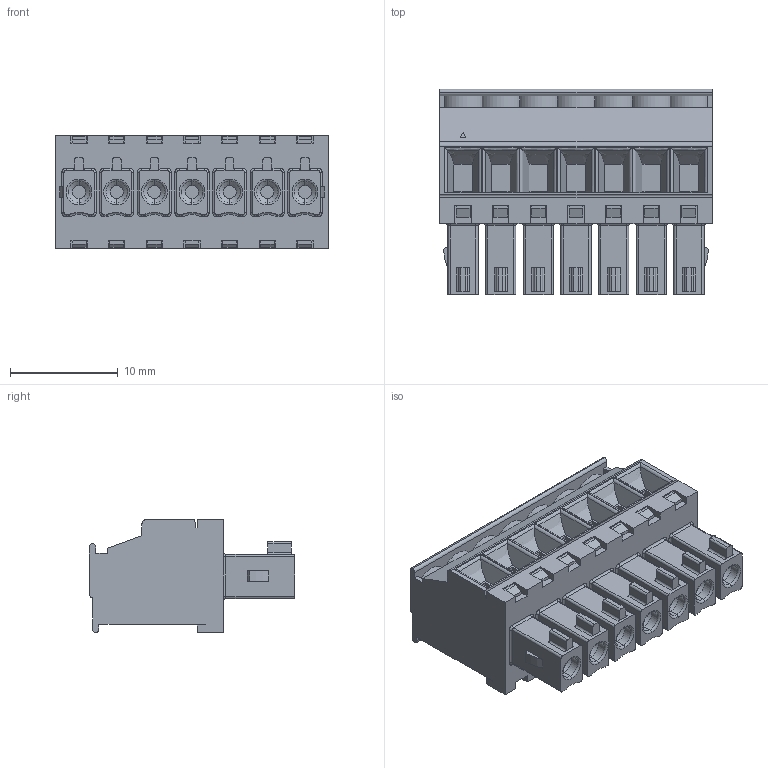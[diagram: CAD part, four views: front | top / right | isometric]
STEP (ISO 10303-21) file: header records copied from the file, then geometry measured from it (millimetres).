
FILE_DESCRIPTION (( 'STEP AP214' ), '1' );
FILE_NAME ('15EDGKA-3.5-07P-14-00AH.STEP', '2021-01-29T19:23:45', ( '' ), ( '' ), 'SwSTEP 2.0', 'SolidWorks 2020', '' );
FILE_SCHEMA (( 'AUTOMOTIVE_DESIGN' ));
Length unit declared in the file: millimetre
Products named in the file (1): 15EDGKA-3.5-07P-14-00AH
Bounding box: 25.3 x 19.1 x 10.5 mm (x, y, z)
Volume: 2914.8 mm3; surface area: 3167.5 mm2
Topology: 1 solids, 1 shells, 1064 faces, 2777 edges, 1779 vertices
Faces by surface type: plane 569, cylinder 226, bspline 129, torus 112, cone 28
Entity records: 44511 total; most frequent: CARTESIAN_POINT 13553, ORIENTED_EDGE 5554, DIRECTION 4892, EDGE_CURVE 2777, LINE 1794, VECTOR 1794, VERTEX_POINT 1779, AXIS2_PLACEMENT_3D 1549
